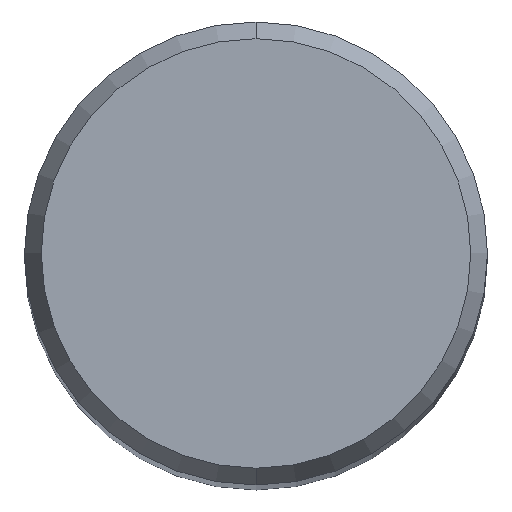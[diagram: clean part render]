
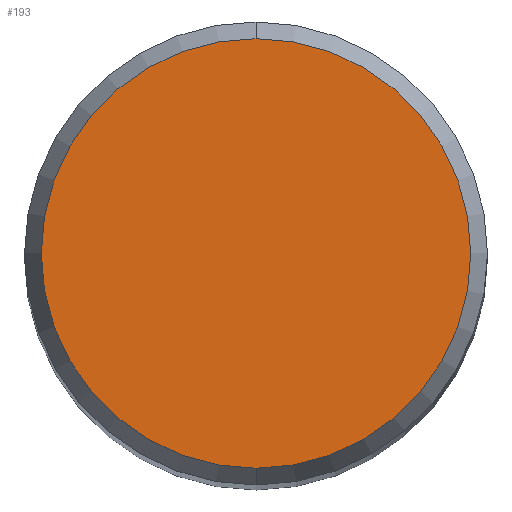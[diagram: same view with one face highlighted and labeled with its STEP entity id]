
A CAD part, top view. The second image highlights one B-rep face of the part: STEP entity #193.
In plain terms, the highlighted planar face has unit normal (0, 0, 1).
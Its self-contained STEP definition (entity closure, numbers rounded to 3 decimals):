
#109=VERTEX_POINT('',#262);
#133=VERTEX_POINT('',#288);
#171=EDGE_CURVE('',#133,#109,#329,.T.);
#193=ADVANCED_FACE('',(#352),#353,.T.);
#209=EDGE_CURVE('',#109,#133,#374,.T.);
#262=CARTESIAN_POINT('',(0.,-2.946,0.0));
#288=CARTESIAN_POINT('',(0.0,2.946,0.0));
#329=CIRCLE('',#518,2.946);
#352=FACE_OUTER_BOUND('',#547,.T.);
#353=PLANE('',#548);
#374=CIRCLE('',#571,2.946);
#518=AXIS2_PLACEMENT_3D('',#689,#690,#691);
#547=EDGE_LOOP('',(#713,#714));
#548=AXIS2_PLACEMENT_3D('',#715,#716,#717);
#571=AXIS2_PLACEMENT_3D('',#757,#758,#759);
#689=CARTESIAN_POINT('',(0.0,0.0,0.0));
#690=DIRECTION('',(0.0,0.0,-1.0));
#691=DIRECTION('',(0.0,1.0,0.0));
#713=ORIENTED_EDGE('',*,*,#171,.F.);
#714=ORIENTED_EDGE('',*,*,#209,.F.);
#715=CARTESIAN_POINT('',(0.0,1.473,0.0));
#716=DIRECTION('',(-0.0,0.0,1.0));
#717=DIRECTION('',(0.0,-1.0,0.0));
#757=CARTESIAN_POINT('',(0.0,0.0,0.0));
#758=DIRECTION('',(0.0,0.0,-1.0));
#759=DIRECTION('',(0.0,1.0,0.0));
